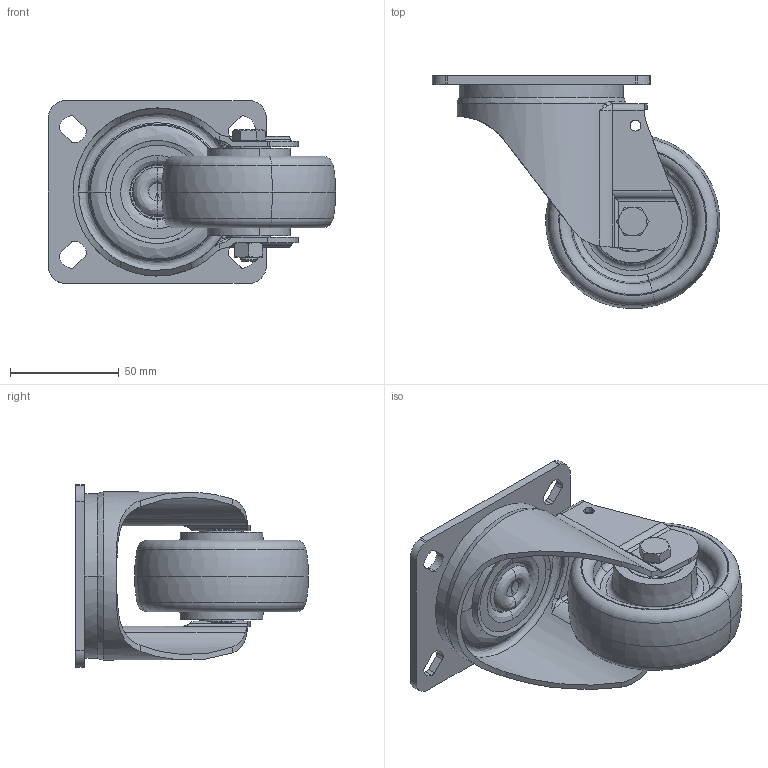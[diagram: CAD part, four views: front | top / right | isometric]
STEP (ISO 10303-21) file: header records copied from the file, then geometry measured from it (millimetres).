
FILE_DESCRIPTION (( 'STEP AP214' ), '1' );
FILE_NAME ('0029854_L-MV-PAM-080-K-3_(A-03).step', '2019-10-11T08:59:04', ( '' ), ( '' ), 'SwSTEP 2.0', 'SolidWorks 2018', '' );
FILE_SCHEMA (( 'AUTOMOTIVE_DESIGN' ));
Length unit declared in the file: millimetre
Products named in the file (1): 0029854_L-MV-PAM-080-K-3_(A-03)
Bounding box: 131.88 x 106.88 x 84 mm (x, y, z)
Surface area: 87603 mm2 (no closed solid volume)
Topology: 0 solids, 14 shells, 445 faces, 1030 edges, 618 vertices
Faces by surface type: cylinder 131, bspline 112, plane 90, cone 70, torus 42
Entity records: 23773 total; most frequent: CARTESIAN_POINT 9409, ORIENTED_EDGE 2032, DIRECTION 1908, EDGE_CURVE 1024, AXIS2_PLACEMENT_3D 810, VERTEX_POINT 618, EDGE_LOOP 496, CIRCLE 476
